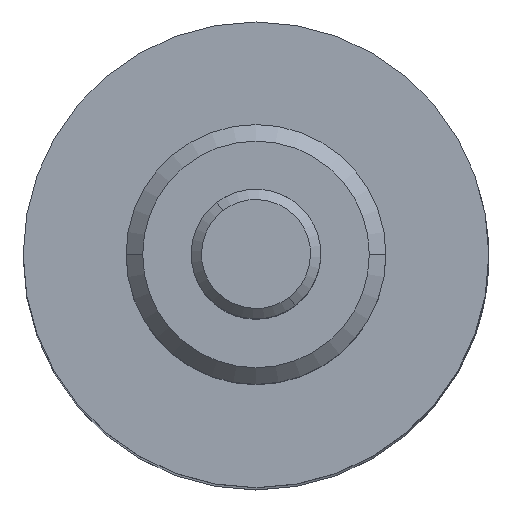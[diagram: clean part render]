
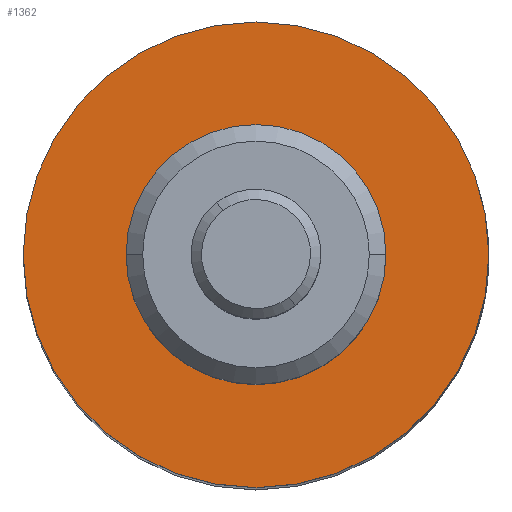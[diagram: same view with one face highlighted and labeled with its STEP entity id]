
A CAD part, top view. The second image highlights one B-rep face of the part: STEP entity #1362.
In plain terms, the highlighted face is planar.
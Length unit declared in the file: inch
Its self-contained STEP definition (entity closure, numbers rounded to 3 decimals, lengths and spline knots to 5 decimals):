
#15 = AXIS2_PLACEMENT_3D ( 'NONE', #2142, #1044, #2324 ) ;
#31 = DIRECTION ( 'NONE',  ( -1., 0., 0. ) ) ;
#73 = CIRCLE ( 'NONE', #15, 0.3125 ) ;
#86 = AXIS2_PLACEMENT_3D ( 'NONE', #1117, #31, #1298 ) ;
#140 = ORIENTED_EDGE ( 'NONE', *, *, #1365, .T. ) ;
#205 = AXIS2_PLACEMENT_3D ( 'NONE', #206, #1108, #572 ) ;
#206 = CARTESIAN_POINT ( 'NONE',  ( 0.62, 0.56, 0. ) ) ;
#232 = EDGE_CURVE ( 'NONE', #1961, #812, #656, .T. ) ;
#273 = VERTEX_POINT ( 'NONE', #1336 ) ;
#392 = PLANE ( 'NONE',  #205 ) ;
#473 = VERTEX_POINT ( 'NONE', #2308 ) ;
#483 = CARTESIAN_POINT ( 'NONE',  ( 0.62, 0., 0. ) ) ;
#572 = DIRECTION ( 'NONE',  ( 0., 0., -1. ) ) ;
#656 = CIRCLE ( 'NONE', #1280, 0.3125 ) ;
#670 = DIRECTION ( 'NONE',  ( 0., 0., 1. ) ) ;
#713 = FACE_OUTER_BOUND ( 'NONE', #759, .T. ) ;
#759 = EDGE_LOOP ( 'NONE', ( #140, #2122 ) ) ;
#762 = FACE_BOUND ( 'NONE', #1728, .T. ) ;
#800 = DIRECTION ( 'NONE',  ( -1., 0., 0. ) ) ;
#802 = ORIENTED_EDGE ( 'NONE', *, *, #232, .F. ) ;
#812 = VERTEX_POINT ( 'NONE', #1609 ) ;
#1044 = DIRECTION ( 'NONE',  ( -1., 0., 0. ) ) ;
#1098 = CIRCLE ( 'NONE', #2020, 0.56 ) ;
#1108 = DIRECTION ( 'NONE',  ( 1., 0., 0. ) ) ;
#1117 = CARTESIAN_POINT ( 'NONE',  ( 0.62, 0., 0. ) ) ;
#1182 = CARTESIAN_POINT ( 'NONE',  ( 0.62, 0., 0.3125 ) ) ;
#1280 = AXIS2_PLACEMENT_3D ( 'NONE', #1889, #800, #2080 ) ;
#1298 = DIRECTION ( 'NONE',  ( 0., 0., 1. ) ) ;
#1336 = CARTESIAN_POINT ( 'NONE',  ( 0.62, 0., -0.56 ) ) ;
#1362 = ADVANCED_FACE ( 'NONE', ( #762, #713 ), #392, .F. ) ;
#1365 = EDGE_CURVE ( 'NONE', #473, #273, #2171, .T. ) ;
#1609 = CARTESIAN_POINT ( 'NONE',  ( 0.62, 0., -0.3125 ) ) ;
#1690 = ORIENTED_EDGE ( 'NONE', *, *, #1750, .F. ) ;
#1704 = EDGE_CURVE ( 'NONE', #273, #473, #1098, .T. ) ;
#1728 = EDGE_LOOP ( 'NONE', ( #802, #1690 ) ) ;
#1750 = EDGE_CURVE ( 'NONE', #812, #1961, #73, .T. ) ;
#1767 = DIRECTION ( 'NONE',  ( -1., 0., 0. ) ) ;
#1889 = CARTESIAN_POINT ( 'NONE',  ( 0.62, 0., 0. ) ) ;
#1961 = VERTEX_POINT ( 'NONE', #1182 ) ;
#2020 = AXIS2_PLACEMENT_3D ( 'NONE', #483, #1767, #670 ) ;
#2080 = DIRECTION ( 'NONE',  ( 0., 0., 1. ) ) ;
#2122 = ORIENTED_EDGE ( 'NONE', *, *, #1704, .T. ) ;
#2142 = CARTESIAN_POINT ( 'NONE',  ( 0.62, 0., 0. ) ) ;
#2171 = CIRCLE ( 'NONE', #86, 0.56 ) ;
#2308 = CARTESIAN_POINT ( 'NONE',  ( 0.62, 0., 0.56 ) ) ;
#2324 = DIRECTION ( 'NONE',  ( 0., 0., 1. ) ) ;
